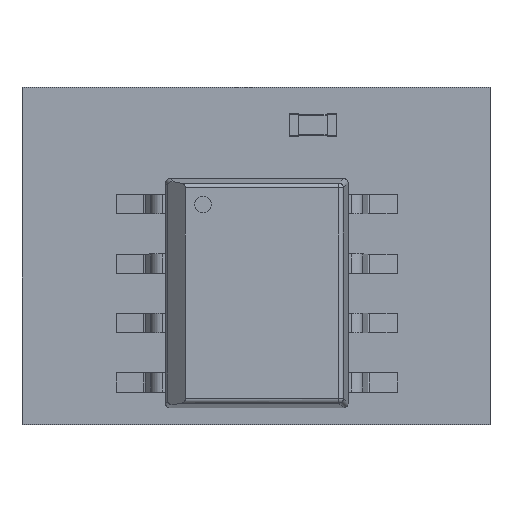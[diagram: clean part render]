
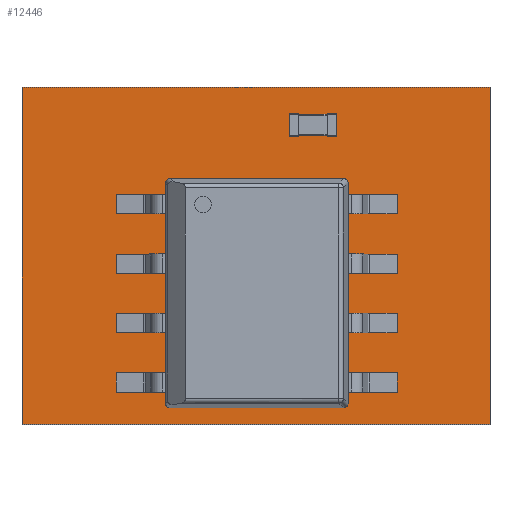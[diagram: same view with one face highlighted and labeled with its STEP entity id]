
A CAD part, top view. The second image highlights one B-rep face of the part: STEP entity #12446.
In plain terms, the highlighted planar face has unit normal (0, 0, 1).
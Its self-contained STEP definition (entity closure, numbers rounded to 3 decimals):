
#12317 = VERTEX_POINT('',#12318);
#12318 = CARTESIAN_POINT('',(5.1,-2.8,1.5));
#12324 = EDGE_CURVE('',#12317,#12325,#12327,.T.);
#12325 = VERTEX_POINT('',#12326);
#12326 = CARTESIAN_POINT('',(5.1,4.4,1.5));
#12327 = LINE('',#12328,#12329);
#12328 = CARTESIAN_POINT('',(5.1,-2.8,1.5));
#12329 = VECTOR('',#12330,1.);
#12330 = DIRECTION('',(0.,1.,0.));
#12355 = EDGE_CURVE('',#12325,#12356,#12358,.T.);
#12356 = VERTEX_POINT('',#12357);
#12357 = CARTESIAN_POINT('',(-4.9,4.4,1.5));
#12358 = LINE('',#12359,#12360);
#12359 = CARTESIAN_POINT('',(5.1,4.4,1.5));
#12360 = VECTOR('',#12361,1.);
#12361 = DIRECTION('',(-1.,0.,0.));
#12386 = EDGE_CURVE('',#12356,#12387,#12389,.T.);
#12387 = VERTEX_POINT('',#12388);
#12388 = CARTESIAN_POINT('',(-4.9,-2.8,1.5));
#12389 = LINE('',#12390,#12391);
#12390 = CARTESIAN_POINT('',(-4.9,4.4,1.5));
#12391 = VECTOR('',#12392,1.);
#12392 = DIRECTION('',(0.,-1.,0.));
#12417 = EDGE_CURVE('',#12387,#12317,#12418,.T.);
#12418 = LINE('',#12419,#12420);
#12419 = CARTESIAN_POINT('',(-4.9,-2.8,1.5));
#12420 = VECTOR('',#12421,1.);
#12421 = DIRECTION('',(1.,0.,0.));
#12446 = ADVANCED_FACE('',(#12447),#12453,.T.);
#12447 = FACE_BOUND('',#12448,.T.);
#12448 = EDGE_LOOP('',(#12449,#12450,#12451,#12452));
#12449 = ORIENTED_EDGE('',*,*,#12324,.T.);
#12450 = ORIENTED_EDGE('',*,*,#12355,.T.);
#12451 = ORIENTED_EDGE('',*,*,#12386,.T.);
#12452 = ORIENTED_EDGE('',*,*,#12417,.T.);
#12453 = PLANE('',#12454);
#12454 = AXIS2_PLACEMENT_3D('',#12455,#12456,#12457);
#12455 = CARTESIAN_POINT('',(0.1,0.8,1.5));
#12456 = DIRECTION('',(0.,0.,1.));
#12457 = DIRECTION('',(1.,0.,0.));
